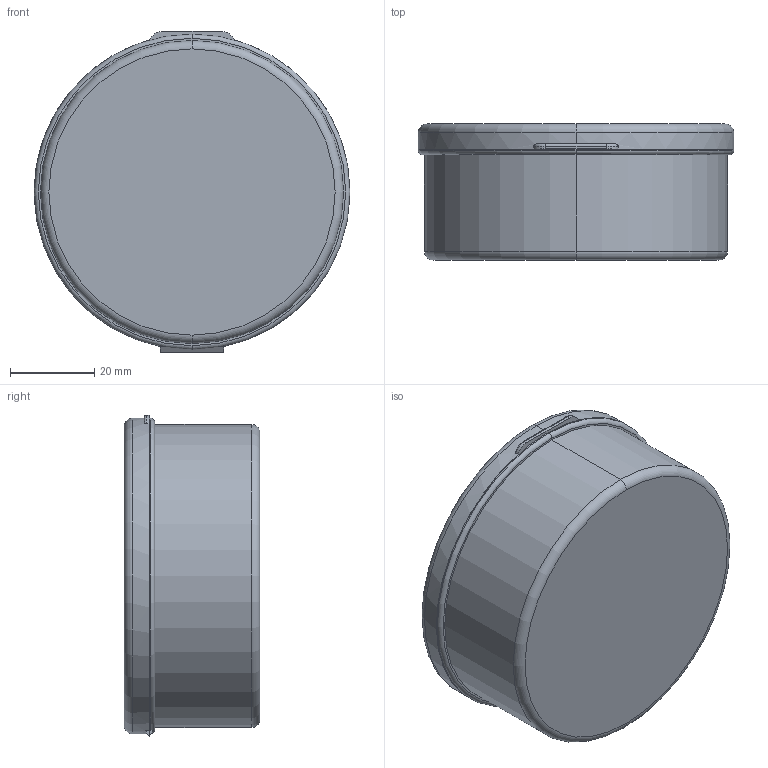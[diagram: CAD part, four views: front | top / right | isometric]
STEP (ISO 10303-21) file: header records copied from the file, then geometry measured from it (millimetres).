
FILE_DESCRIPTION (( 'STEP AP214' ), '1' );
FILE_NAME ('B180 Êîðîáêà ïëàñòèêîâàÿ, O70x30 ìì.STEP', '2020-04-06T12:41:06', ( '' ), ( '' ), 'SwSTEP 2.0', 'SolidWorks 2020', '' );
FILE_SCHEMA (( 'AUTOMOTIVE_DESIGN' ));
Length unit declared in the file: millimetre
Products named in the file (3): B180 Êîðîáêà ïëàñòèêîâàÿ, O70x30 ìì; B180 Åìêîñòü; B180 Êðûøêà
Assembly tree (2 placements, depth 2):
  B180 Êîðîáêà ïëàñòèêîâàÿ, O70x30 ìì
    B180 Åìêîñòü
    B180 Êðûøêà
Bounding box: 75 x 32.3 x 76.27 mm (x, y, z)
Volume: 16913.6 mm3; surface area: 33440.9 mm2
Topology: 3 solids, 3 shells, 61 faces, 126 edges, 78 vertices
Faces by surface type: cylinder 22, plane 21, torus 18
Entity records: 1767 total; most frequent: DIRECTION 334, CARTESIAN_POINT 292, ORIENTED_EDGE 252, AXIS2_PLACEMENT_3D 146, EDGE_CURVE 126, CIRCLE 80, VERTEX_POINT 78, EDGE_LOOP 68
